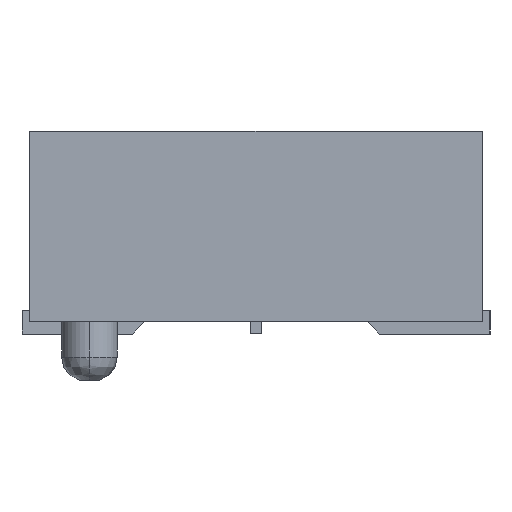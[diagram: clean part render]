
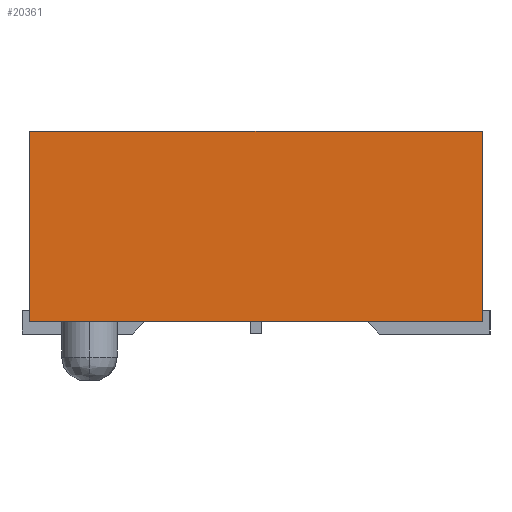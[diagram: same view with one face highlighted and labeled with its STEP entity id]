
A CAD part, left-side view. The second image highlights one B-rep face of the part: STEP entity #20361.
In plain terms, the highlighted planar face has unit normal (-1, 0, 0).
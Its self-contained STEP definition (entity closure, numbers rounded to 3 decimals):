
#20044=CARTESIAN_POINT('',(-10.674,-3.619,3.251));
#20045=VERTEX_POINT('',#20044);
#20052=CARTESIAN_POINT('',(-10.674,-3.619,0.203));
#20053=VERTEX_POINT('',#20052);
#20054=CARTESIAN_POINT('',(-10.674,-3.619,3.251));
#20055=DIRECTION('',(0.0,0.0,-1.0));
#20056=VECTOR('',#20055,3.048);
#20057=LINE('',#20054,#20056);
#20058=EDGE_CURVE('',#20045,#20053,#20057,.T.);
#20306=CARTESIAN_POINT('',(-10.674,3.619,0.203));
#20307=VERTEX_POINT('',#20306);
#20314=CARTESIAN_POINT('',(-10.674,3.619,3.251));
#20315=VERTEX_POINT('',#20314);
#20316=CARTESIAN_POINT('',(-10.674,3.619,3.251));
#20317=DIRECTION('',(0.0,0.0,-1.0));
#20318=VECTOR('',#20317,3.048);
#20319=LINE('',#20316,#20318);
#20320=EDGE_CURVE('',#20315,#20307,#20319,.T.);
#20340=CARTESIAN_POINT('',(-10.674,3.619,3.251));
#20341=DIRECTION('',(-1.0,0.0,0.0));
#20342=DIRECTION('',(0.0,0.0,1.0));
#20343=AXIS2_PLACEMENT_3D('',#20340,#20341,#20342);
#20344=PLANE('',#20343);
#20345=CARTESIAN_POINT('',(-10.674,3.619,0.203));
#20346=DIRECTION('',(0.0,-1.0,0.0));
#20347=VECTOR('',#20346,7.239);
#20348=LINE('',#20345,#20347);
#20349=EDGE_CURVE('',#20307,#20053,#20348,.T.);
#20350=ORIENTED_EDGE('',*,*,#20349,.T.);
#20351=ORIENTED_EDGE('',*,*,#20058,.F.);
#20352=CARTESIAN_POINT('',(-10.674,3.619,3.251));
#20353=DIRECTION('',(0.0,-1.0,0.0));
#20354=VECTOR('',#20353,7.239);
#20355=LINE('',#20352,#20354);
#20356=EDGE_CURVE('',#20315,#20045,#20355,.T.);
#20357=ORIENTED_EDGE('',*,*,#20356,.F.);
#20358=ORIENTED_EDGE('',*,*,#20320,.T.);
#20359=EDGE_LOOP('',(#20350,#20351,#20357,#20358));
#20360=FACE_OUTER_BOUND('',#20359,.T.);
#20361=ADVANCED_FACE('',(#20360),#20344,.T.);
